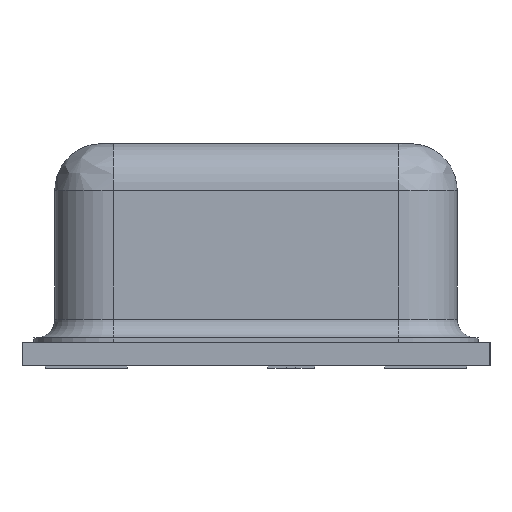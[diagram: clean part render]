
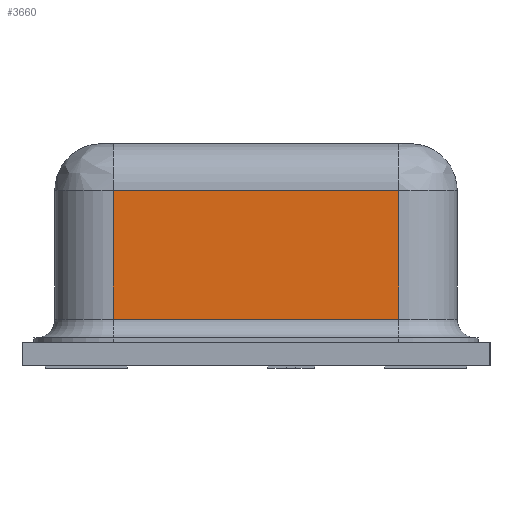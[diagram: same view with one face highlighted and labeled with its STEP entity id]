
A CAD part, left-side view. The second image highlights one B-rep face of the part: STEP entity #3660.
In plain terms, the highlighted planar face has unit normal (-1, 0, 0).
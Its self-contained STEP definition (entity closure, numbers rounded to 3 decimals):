
#469=FACE_OUTER_BOUND('',#697,.T.);
#697=EDGE_LOOP('',(#3275,#3276,#3277,#3278));
#1044=LINE('',#6455,#1414);
#1051=LINE('',#6472,#1421);
#1057=LINE('',#6513,#1427);
#1060=LINE('',#6519,#1430);
#1414=VECTOR('',#4534,10.);
#1421=VECTOR('',#4551,10.);
#1427=VECTOR('',#4605,10.);
#1430=VECTOR('',#4614,10.);
#1743=VERTEX_POINT('',#6401);
#1750=VERTEX_POINT('',#6451);
#1755=VERTEX_POINT('',#6471);
#1757=VERTEX_POINT('',#6477);
#2237=EDGE_CURVE('',#1750,#1743,#1044,.T.);
#2245=EDGE_CURVE('',#1755,#1743,#1051,.T.);
#2266=EDGE_CURVE('',#1755,#1757,#1057,.T.);
#2269=EDGE_CURVE('',#1757,#1750,#1060,.T.);
#3275=ORIENTED_EDGE('',*,*,#2237,.F.);
#3276=ORIENTED_EDGE('',*,*,#2269,.F.);
#3277=ORIENTED_EDGE('',*,*,#2266,.F.);
#3278=ORIENTED_EDGE('',*,*,#2245,.T.);
#3451=PLANE('',#3887);
#3660=ADVANCED_FACE('',(#469),#3451,.T.);
#3887=AXIS2_PLACEMENT_3D('',#6541,#4634,#4635);
#4534=DIRECTION('',(0.,-1.,0.));
#4551=DIRECTION('',(0.,0.,1.));
#4605=DIRECTION('',(0.,1.,0.));
#4614=DIRECTION('',(0.,0.,1.));
#4634=DIRECTION('center_axis',(-1.,0.,0.));
#4635=DIRECTION('ref_axis',(0.,-1.,0.));
#6401=CARTESIAN_POINT('',(-1.11,-0.61,0.75));
#6451=CARTESIAN_POINT('',(-1.11,0.61,0.75));
#6455=CARTESIAN_POINT('',(-1.11,0.305,0.75));
#6471=CARTESIAN_POINT('',(-1.11,-0.61,0.2));
#6472=CARTESIAN_POINT('',(-1.11,-0.61,0.12));
#6477=CARTESIAN_POINT('',(-1.11,0.61,0.2));
#6513=CARTESIAN_POINT('',(-1.11,0.305,0.2));
#6519=CARTESIAN_POINT('',(-1.11,0.61,0.12));
#6541=CARTESIAN_POINT('Origin',(-1.11,0.61,0.12));
